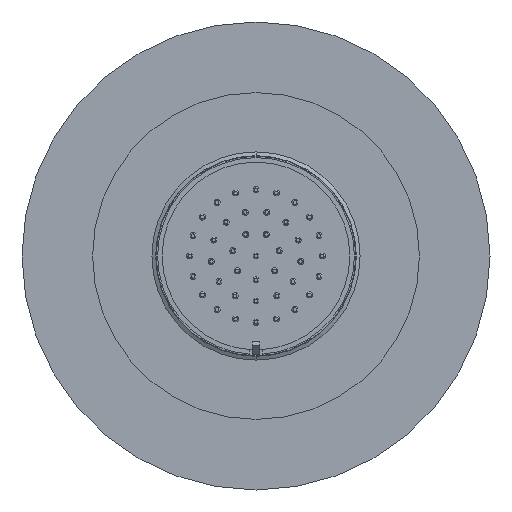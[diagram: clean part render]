
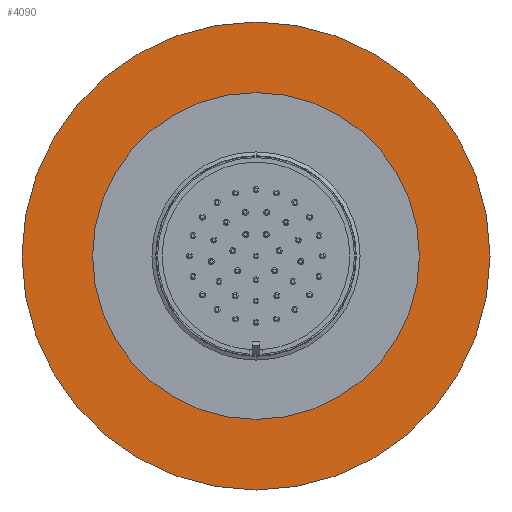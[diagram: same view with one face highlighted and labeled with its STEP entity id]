
A CAD part, front view. The second image highlights one B-rep face of the part: STEP entity #4090.
In plain terms, the highlighted planar face has unit normal (0, -1, 0).
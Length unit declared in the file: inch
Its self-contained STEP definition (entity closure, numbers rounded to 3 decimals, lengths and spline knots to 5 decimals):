
#15 = AXIS2_PLACEMENT_3D ( 'NONE', #14559, #14558, #14557 ) ;
#32 = AXIS2_PLACEMENT_3D ( 'NONE', #14476, #14475, #14474 ) ;
#483 = EDGE_LOOP ( 'NONE', ( #930, #1417 ) ) ;
#930 = ORIENTED_EDGE ( 'NONE', *, *, #15424, .T. ) ;
#1083 = ORIENTED_EDGE ( 'NONE', *, *, #8774, .T. ) ;
#1250 = CIRCLE ( 'NONE', #15, 1.475 ) ;
#1319 = ORIENTED_EDGE ( 'NONE', *, *, #15504, .T. ) ;
#1362 = CIRCLE ( 'NONE', #32, 1.03 ) ;
#1417 = ORIENTED_EDGE ( 'NONE', *, *, #8799, .T. ) ;
#2128 = FACE_BOUND ( 'NONE', #483, .T. ) ;
#2154 = FACE_OUTER_BOUND ( 'NONE', #3008, .T. ) ;
#3008 = EDGE_LOOP ( 'NONE', ( #1319, #1083 ) ) ;
#3444 = VERTEX_POINT ( 'NONE', #13979 ) ;
#4090 = ADVANCED_FACE ( 'NONE', ( #2128, #2154 ), #16941, .T. ) ;
#4259 = VERTEX_POINT ( 'NONE', #9420 ) ;
#4377 = AXIS2_PLACEMENT_3D ( 'NONE', #13312, #13313, #13314 ) ;
#4433 = AXIS2_PLACEMENT_3D ( 'NONE', #7214, #7215, #7216 ) ;
#4694 = AXIS2_PLACEMENT_3D ( 'NONE', #16947, #16939, #16938 ) ;
#7214 = CARTESIAN_POINT ( 'NONE',  ( 0., 0., 0. ) ) ;
#7215 = DIRECTION ( 'NONE',  ( 0., -1., 0. ) ) ;
#7216 = DIRECTION ( 'NONE',  ( 0., 0., -1. ) ) ;
#8109 = CARTESIAN_POINT ( 'NONE',  ( 0., 0., -1.03 ) ) ;
#8602 = CARTESIAN_POINT ( 'NONE',  ( 0., 0., 1.03 ) ) ;
#8774 = EDGE_CURVE ( 'NONE', #3444, #4259, #1250, .T. ) ;
#8799 = EDGE_CURVE ( 'NONE', #10503, #11324, #1362, .T. ) ;
#9420 = CARTESIAN_POINT ( 'NONE',  ( 0., 0., -1.475 ) ) ;
#10503 = VERTEX_POINT ( 'NONE', #8602 ) ;
#11324 = VERTEX_POINT ( 'NONE', #8109 ) ;
#13312 = CARTESIAN_POINT ( 'NONE',  ( 0., 0., 0. ) ) ;
#13313 = DIRECTION ( 'NONE',  ( 0., 1., 0. ) ) ;
#13314 = DIRECTION ( 'NONE',  ( 0., 0., -1. ) ) ;
#13979 = CARTESIAN_POINT ( 'NONE',  ( 0., 0., 1.475 ) ) ;
#14474 = DIRECTION ( 'NONE',  ( 0., 0., -1. ) ) ;
#14475 = DIRECTION ( 'NONE',  ( 0., 1., 0. ) ) ;
#14476 = CARTESIAN_POINT ( 'NONE',  ( 0., 0., 0. ) ) ;
#14557 = DIRECTION ( 'NONE',  ( 0., 0., -1. ) ) ;
#14558 = DIRECTION ( 'NONE',  ( 0., -1., 0. ) ) ;
#14559 = CARTESIAN_POINT ( 'NONE',  ( 0., 0., 0. ) ) ;
#15028 = CIRCLE ( 'NONE', #4377, 1.03 ) ;
#15084 = CIRCLE ( 'NONE', #4433, 1.475 ) ;
#15424 = EDGE_CURVE ( 'NONE', #11324, #10503, #15028, .T. ) ;
#15504 = EDGE_CURVE ( 'NONE', #4259, #3444, #15084, .T. ) ;
#16938 = DIRECTION ( 'NONE',  ( 0., 0., -1. ) ) ;
#16939 = DIRECTION ( 'NONE',  ( 0., -1., 0. ) ) ;
#16941 = PLANE ( 'NONE',  #4694 ) ;
#16947 = CARTESIAN_POINT ( 'NONE',  ( 1.03, 0., 0. ) ) ;
